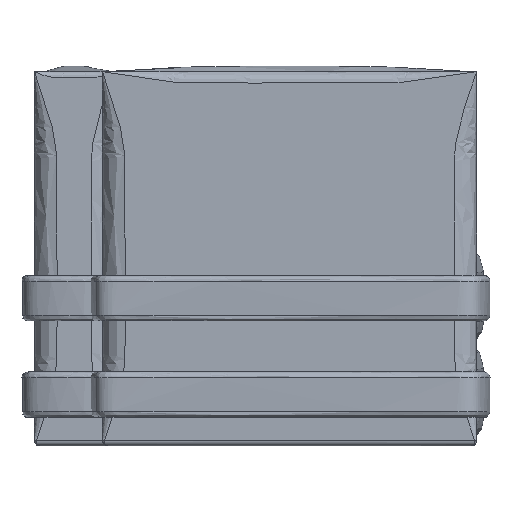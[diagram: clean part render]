
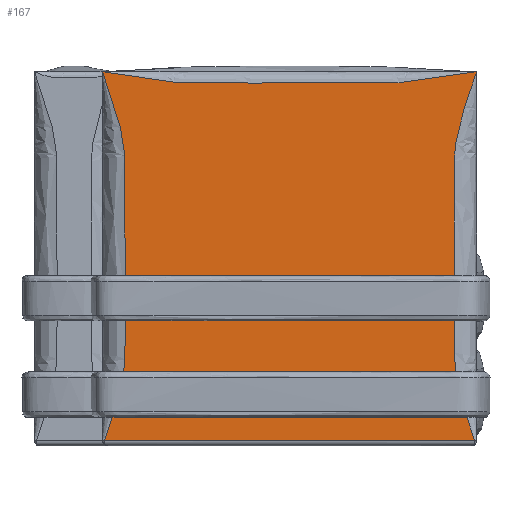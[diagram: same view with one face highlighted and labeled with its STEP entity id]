
A CAD part, left-side view. The second image highlights one B-rep face of the part: STEP entity #167.
In plain terms, the highlighted planar face has unit normal (-1, 0, 0).
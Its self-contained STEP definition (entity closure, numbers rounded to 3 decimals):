
#167=ADVANCED_FACE('',(#321),#2028,.T.);
#321=FACE_OUTER_BOUND('',#475,.T.);
#475=EDGE_LOOP('',(#1060,#1061,#1062,#1063));
#1060=ORIENTED_EDGE('',*,*,#1415,.T.);
#1061=ORIENTED_EDGE('',*,*,#1414,.T.);
#1062=ORIENTED_EDGE('',*,*,#1413,.T.);
#1063=ORIENTED_EDGE('',*,*,#1412,.T.);
#1412=EDGE_CURVE('',#1932,#1928,#1728,.T.);
#1413=EDGE_CURVE('',#1933,#1932,#1729,.T.);
#1414=EDGE_CURVE('',#1934,#1933,#1730,.T.);
#1415=EDGE_CURVE('',#1928,#1934,#1731,.T.);
#1728=B_SPLINE_CURVE_WITH_KNOTS('',3,(#128215,#128216,#128217,#128218,#128219,
#128220,#128221,#128222,#128223,#128224),.UNSPECIFIED.,.F.,.F.,(4,3,3,4),
(-0.66,-0.495,-0.165,0.),.UNSPECIFIED.);
#1729=B_SPLINE_CURVE_WITH_KNOTS('',3,(#128225,#128226,#128227,#128228,#128229,
#128230,#128231,#128232,#128233,#128234),.UNSPECIFIED.,.F.,.F.,(4,3,3,4),
(0.01,0.165,0.495,0.66),.UNSPECIFIED.);
#1730=B_SPLINE_CURVE_WITH_KNOTS('',1,(#128235,#128236),.UNSPECIFIED.,.F.,
 .F.,(2,2),(0.,652.736),.UNSPECIFIED.);
#1731=B_SPLINE_CURVE_WITH_KNOTS('',3,(#128237,#128238,#128239,#128240,#128241,
#128242,#128243,#128244,#128245,#128246),.UNSPECIFIED.,.F.,.F.,(4,3,3,4),
(0.,0.165,0.495,0.65),.UNSPECIFIED.);
#1928=VERTEX_POINT('',#128167);
#1932=VERTEX_POINT('',#128171);
#1933=VERTEX_POINT('',#128172);
#1934=VERTEX_POINT('',#128173);
#2028=PLANE('',#2251);
#2251=AXIS2_PLACEMENT_3D('',#121327,#2327,$);
#2327=DIRECTION('',(-1.,0.,0.));
#121327=CARTESIAN_POINT('',(-450.,-330.,10.));
#128167=CARTESIAN_POINT('',(-450.,330.,660.));
#128171=CARTESIAN_POINT('',(-450.,-330.,660.));
#128172=CARTESIAN_POINT('',(-450.,-326.368,10.));
#128173=CARTESIAN_POINT('',(-450.,326.368,10.));
#128215=CARTESIAN_POINT('',(-450.,-330.,660.));
#128216=CARTESIAN_POINT('',(-450.,-275.,650.));
#128217=CARTESIAN_POINT('',(-450.,-220.,640.));
#128218=CARTESIAN_POINT('',(-450.,-165.,640.));
#128219=CARTESIAN_POINT('',(-450.,-55.,640.));
#128220=CARTESIAN_POINT('',(-450.,55.,640.));
#128221=CARTESIAN_POINT('',(-450.,165.,640.));
#128222=CARTESIAN_POINT('',(-450.,220.,640.));
#128223=CARTESIAN_POINT('',(-450.,275.,650.));
#128224=CARTESIAN_POINT('',(-450.,330.,660.));
#128225=CARTESIAN_POINT('',(-450.,-326.368,10.));
#128226=CARTESIAN_POINT('',(-450.,-307.649,61.667));
#128227=CARTESIAN_POINT('',(-450.,-290.,113.333));
#128228=CARTESIAN_POINT('',(-450.,-290.,165.));
#128229=CARTESIAN_POINT('',(-450.,-290.,275.));
#128230=CARTESIAN_POINT('',(-450.,-290.,385.));
#128231=CARTESIAN_POINT('',(-450.,-290.,495.));
#128232=CARTESIAN_POINT('',(-450.,-290.,550.));
#128233=CARTESIAN_POINT('',(-450.,-310.,605.));
#128234=CARTESIAN_POINT('',(-450.,-330.,660.));
#128235=CARTESIAN_POINT('',(-450.,326.368,10.));
#128236=CARTESIAN_POINT('',(-450.,-326.368,10.));
#128237=CARTESIAN_POINT('',(-450.,330.,660.));
#128238=CARTESIAN_POINT('',(-450.,310.,605.));
#128239=CARTESIAN_POINT('',(-450.,290.,550.));
#128240=CARTESIAN_POINT('',(-450.,290.,495.));
#128241=CARTESIAN_POINT('',(-450.,290.,385.));
#128242=CARTESIAN_POINT('',(-450.,290.,275.));
#128243=CARTESIAN_POINT('',(-450.,290.,165.));
#128244=CARTESIAN_POINT('',(-450.,290.,113.333));
#128245=CARTESIAN_POINT('',(-450.,307.649,61.667));
#128246=CARTESIAN_POINT('',(-450.,326.368,10.));
